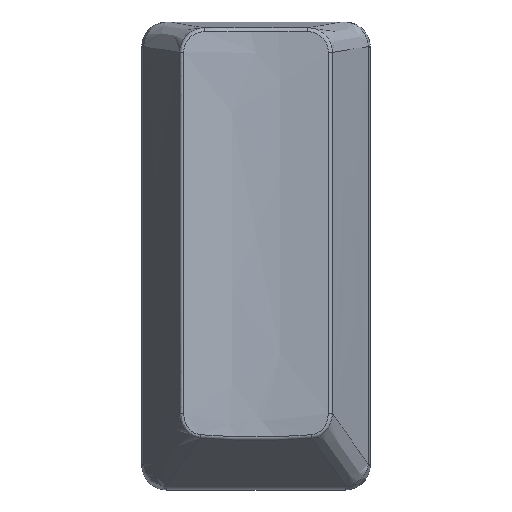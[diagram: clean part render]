
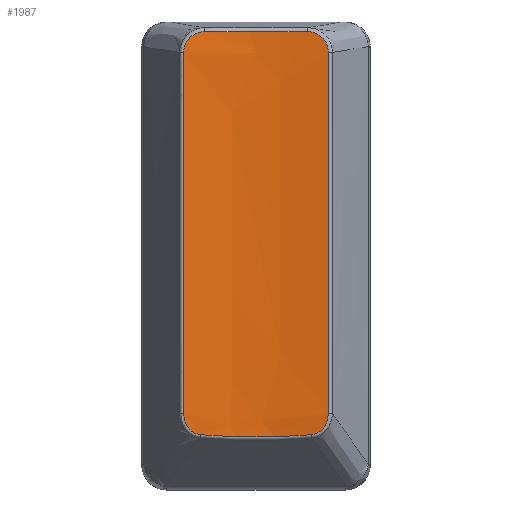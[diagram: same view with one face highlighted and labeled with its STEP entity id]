
A CAD part, top view. The second image highlights one B-rep face of the part: STEP entity #1987.
In plain terms, the highlighted free-form (B-spline) face has degree [1, 2] with [2, 3] control points.
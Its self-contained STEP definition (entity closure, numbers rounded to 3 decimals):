
#14=(
BOUNDED_SURFACE()
B_SPLINE_SURFACE(1,2,((#4841,#4842,#4843),(#4844,#4845,#4846)),
 .UNSPECIFIED.,.F.,.F.,.F.)
B_SPLINE_SURFACE_WITH_KNOTS((2,2),(3,3),(-0.876,0.098),
(-1.745,-1.396),.UNSPECIFIED.)
GEOMETRIC_REPRESENTATION_ITEM()
RATIONAL_B_SPLINE_SURFACE(((1.,0.985,1.),(1.,0.985,
1.)))
REPRESENTATION_ITEM('')
SURFACE()
);
#252=FACE_OUTER_BOUND('',#377,.T.);
#377=EDGE_LOOP('',(#1762,#1763,#1764,#1765,#1766,#1767,#1768,#1769));
#729=B_SPLINE_CURVE_WITH_KNOTS('',3,(#4573,#4574,#4575,#4576),
 .UNSPECIFIED.,.F.,.F.,(4,4),(0.,0.825),.UNSPECIFIED.);
#731=B_SPLINE_CURVE_WITH_KNOTS('',3,(#4616,#4617,#4618,#4619,#4620,#4621),
 .UNSPECIFIED.,.F.,.F.,(4,1,1,4),(0.,0.113,
0.189,0.264),.UNSPECIFIED.);
#733=B_SPLINE_CURVE_WITH_KNOTS('',3,(#4649,#4650,#4651,#4652),
 .UNSPECIFIED.,.F.,.F.,(4,4),(0.,2.871),.UNSPECIFIED.);
#735=B_SPLINE_CURVE_WITH_KNOTS('',3,(#4691,#4692,#4693,#4694,#4695,#4696),
 .UNSPECIFIED.,.F.,.F.,(4,1,1,4),(0.,0.103,0.172,0.24),
 .UNSPECIFIED.);
#736=B_SPLINE_CURVE_WITH_KNOTS('',3,(#4715,#4716,#4717,#4718),
 .UNSPECIFIED.,.F.,.F.,(4,4),(0.,0.89),
 .UNSPECIFIED.);
#737=B_SPLINE_CURVE_WITH_KNOTS('',3,(#4746,#4747,#4748,#4749,#4750),
 .UNSPECIFIED.,.F.,.F.,(4,1,4),(0.,0.103,
0.24),.UNSPECIFIED.);
#738=B_SPLINE_CURVE_WITH_KNOTS('',3,(#4773,#4774,#4775,#4776),
 .UNSPECIFIED.,.F.,.F.,(4,4),(0.,2.871),.UNSPECIFIED.);
#740=B_SPLINE_CURVE_WITH_KNOTS('',3,(#4807,#4808,#4809,#4810,#4811),
 .UNSPECIFIED.,.F.,.F.,(4,1,4),(0.,0.113,
0.264),.UNSPECIFIED.);
#915=VERTEX_POINT('',#4563);
#918=VERTEX_POINT('',#4571);
#919=VERTEX_POINT('',#4607);
#921=VERTEX_POINT('',#4642);
#923=VERTEX_POINT('',#4683);
#924=VERTEX_POINT('',#4713);
#925=VERTEX_POINT('',#4744);
#926=VERTEX_POINT('',#4771);
#1198=EDGE_CURVE('',#918,#915,#729,.T.);
#1201=EDGE_CURVE('',#915,#919,#731,.T.);
#1204=EDGE_CURVE('',#919,#921,#733,.T.);
#1207=EDGE_CURVE('',#921,#923,#735,.T.);
#1209=EDGE_CURVE('',#923,#924,#736,.T.);
#1211=EDGE_CURVE('',#924,#925,#737,.T.);
#1213=EDGE_CURVE('',#925,#926,#738,.T.);
#1215=EDGE_CURVE('',#926,#918,#740,.T.);
#1762=ORIENTED_EDGE('',*,*,#1198,.F.);
#1763=ORIENTED_EDGE('',*,*,#1215,.F.);
#1764=ORIENTED_EDGE('',*,*,#1213,.F.);
#1765=ORIENTED_EDGE('',*,*,#1211,.F.);
#1766=ORIENTED_EDGE('',*,*,#1209,.F.);
#1767=ORIENTED_EDGE('',*,*,#1207,.F.);
#1768=ORIENTED_EDGE('',*,*,#1204,.F.);
#1769=ORIENTED_EDGE('',*,*,#1201,.F.);
#1987=ADVANCED_FACE('',(#252),#14,.T.);
#4563=CARTESIAN_POINT('',(4.079,17.826,5.827));
#4571=CARTESIAN_POINT('',(-4.079,17.826,5.827));
#4573=CARTESIAN_POINT('Ctrl Pts',(-4.079,17.826,5.827));
#4574=CARTESIAN_POINT('Ctrl Pts',(-1.373,17.856,5.493));
#4575=CARTESIAN_POINT('Ctrl Pts',(1.373,17.856,5.493));
#4576=CARTESIAN_POINT('Ctrl Pts',(4.079,17.826,5.827));
#4607=CARTESIAN_POINT('',(5.75,16.176,6.108));
#4616=CARTESIAN_POINT('Ctrl Pts',(4.079,17.826,5.827));
#4617=CARTESIAN_POINT('Ctrl Pts',(4.45,17.822,5.873));
#4618=CARTESIAN_POINT('Ctrl Pts',(5.066,17.621,5.965));
#4619=CARTESIAN_POINT('Ctrl Pts',(5.635,16.93,6.073));
#4620=CARTESIAN_POINT('Ctrl Pts',(5.75,16.428,6.103));
#4621=CARTESIAN_POINT('Ctrl Pts',(5.75,16.176,6.108));
#4642=CARTESIAN_POINT('',(5.742,-12.532,6.654));
#4649=CARTESIAN_POINT('Ctrl Pts',(5.75,16.176,6.108));
#4650=CARTESIAN_POINT('Ctrl Pts',(5.747,6.607,6.29));
#4651=CARTESIAN_POINT('Ctrl Pts',(5.744,-2.963,6.472));
#4652=CARTESIAN_POINT('Ctrl Pts',(5.742,-12.532,6.654));
#4683=CARTESIAN_POINT('',(4.392,-14.226,6.479));
#4691=CARTESIAN_POINT('Ctrl Pts',(5.742,-12.532,6.654));
#4692=CARTESIAN_POINT('Ctrl Pts',(5.742,-12.876,6.66));
#4693=CARTESIAN_POINT('Ctrl Pts',(5.608,-13.455,6.647));
#4694=CARTESIAN_POINT('Ctrl Pts',(5.056,-14.058,6.569));
#4695=CARTESIAN_POINT('Ctrl Pts',(4.616,-14.207,6.508));
#4696=CARTESIAN_POINT('Ctrl Pts',(4.392,-14.226,6.479));
#4713=CARTESIAN_POINT('',(-4.392,-14.226,6.479));
#4715=CARTESIAN_POINT('Ctrl Pts',(4.392,-14.226,6.479));
#4716=CARTESIAN_POINT('Ctrl Pts',(1.488,-14.476,6.097));
#4717=CARTESIAN_POINT('Ctrl Pts',(-1.488,-14.476,6.097));
#4718=CARTESIAN_POINT('Ctrl Pts',(-4.392,-14.226,6.479));
#4744=CARTESIAN_POINT('',(-5.742,-12.532,6.654));
#4746=CARTESIAN_POINT('Ctrl Pts',(-4.392,-14.226,6.479));
#4747=CARTESIAN_POINT('Ctrl Pts',(-4.728,-14.197,6.523));
#4748=CARTESIAN_POINT('Ctrl Pts',(-5.482,-13.815,6.63));
#4749=CARTESIAN_POINT('Ctrl Pts',(-5.741,-12.99,6.663));
#4750=CARTESIAN_POINT('Ctrl Pts',(-5.742,-12.532,6.654));
#4771=CARTESIAN_POINT('',(-5.75,16.176,6.108));
#4773=CARTESIAN_POINT('Ctrl Pts',(-5.742,-12.532,6.654));
#4774=CARTESIAN_POINT('Ctrl Pts',(-5.744,-2.963,6.472));
#4775=CARTESIAN_POINT('Ctrl Pts',(-5.747,6.607,6.29));
#4776=CARTESIAN_POINT('Ctrl Pts',(-5.75,16.176,6.108));
#4807=CARTESIAN_POINT('Ctrl Pts',(-5.75,16.176,6.108));
#4808=CARTESIAN_POINT('Ctrl Pts',(-5.751,16.553,6.101));
#4809=CARTESIAN_POINT('Ctrl Pts',(-5.436,17.434,6.026));
#4810=CARTESIAN_POINT('Ctrl Pts',(-4.573,17.821,5.888));
#4811=CARTESIAN_POINT('Ctrl Pts',(-4.079,17.826,5.827));
#4841=CARTESIAN_POINT('Ctrl Pts',(5.75,-14.411,6.691));
#4842=CARTESIAN_POINT('Ctrl Pts',(0.,-14.43,
5.684));
#4843=CARTESIAN_POINT('Ctrl Pts',(-5.75,-14.411,6.691));
#4844=CARTESIAN_POINT('Ctrl Pts',(5.75,17.867,6.076));
#4845=CARTESIAN_POINT('Ctrl Pts',(0.,17.848,
5.069));
#4846=CARTESIAN_POINT('Ctrl Pts',(-5.75,17.867,6.076));
